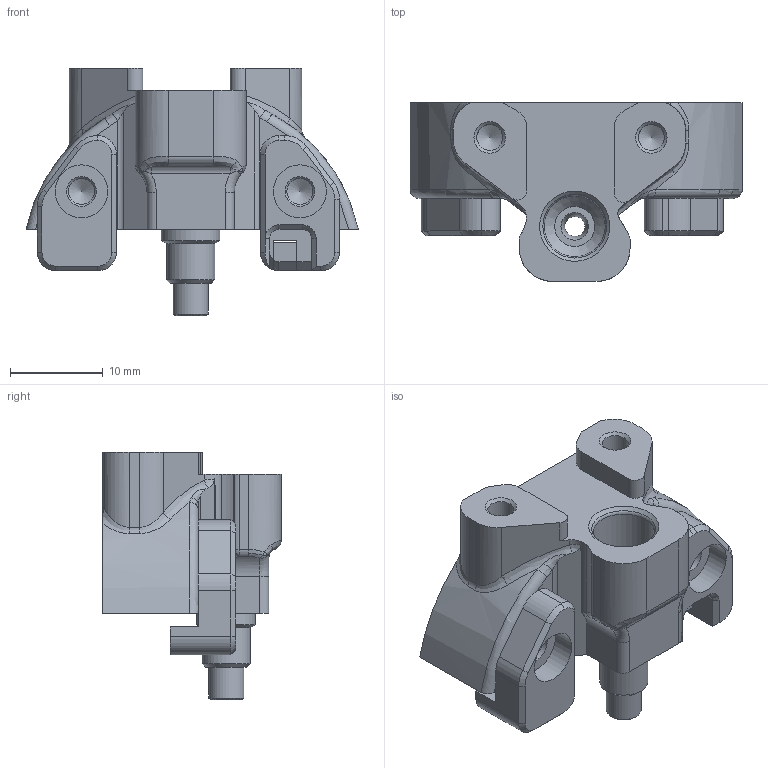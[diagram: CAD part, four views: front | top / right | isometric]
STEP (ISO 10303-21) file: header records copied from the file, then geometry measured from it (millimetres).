
FILE_DESCRIPTION(/* description */ ('STEP AP242','CAx-IF Rec.Pracs.---Representation and Presentation of Product Manufacturing Information (PMI)---4.0---2014-10-13'),/* implementation_level */ '2;1');
FILE_NAME(/* name */ 'CNC Sherpa mini - Filament Hub Holder.step',/* time_stamp */ '2025-03-03T01:53:53Z',/* author */ (''),/* organization */ (''),/* preprocessor_version */ 'ST-DEVELOPER v20',/* originating_system */ 'Autodesk Translation Framework v13.20.0.188',/* authorisation */ '');
FILE_SCHEMA (('AP242_MANAGED_MODEL_BASED_3D_ENGINEERING_MIM_LF { 1 0 10303 442 1 1 4 }'));
Length unit declared in the file: metre
Products named in the file (4): (Unsaved); clamp_right; mounting sherpa mini; clamp_left
Assembly tree (3 placements, depth 2):
  (Unsaved)
    clamp_right
    mounting sherpa mini
    clamp_left
Bounding box: 35.72 x 19.24 x 26.66 mm (x, y, z)
Volume: 5756.2 mm3; surface area: 4099 mm2
Topology: 3 solids, 3 shells, 219 faces, 535 edges, 330 vertices
Faces by surface type: plane 82, cylinder 58, cone 37, bspline 31, torus 7, sphere 4
Full cylindrical faces by diameter (mm): 2.15 x1, 2.8 x4, 3.2 x2, 3.8 x1, 4.3 x1, 5.2 x1, 5.7 x2, 6.3 x1, 6.56 x1
Entity records: 7641 total; most frequent: CARTESIAN_POINT 2477, ORIENTED_EDGE 1058, DIRECTION 1055, EDGE_CURVE 529, AXIS2_PLACEMENT_3D 397, VERTEX_POINT 330, LINE 261, VECTOR 261
